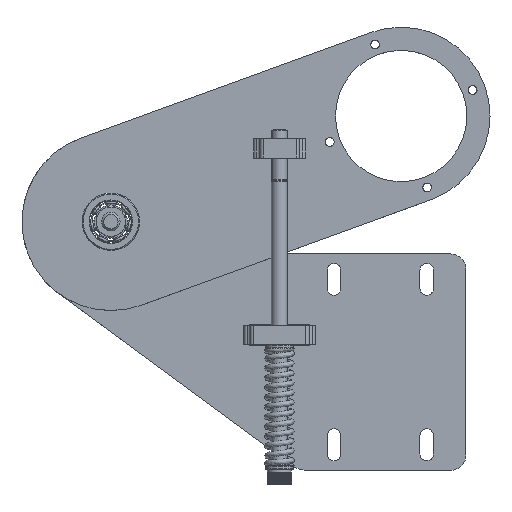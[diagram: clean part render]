
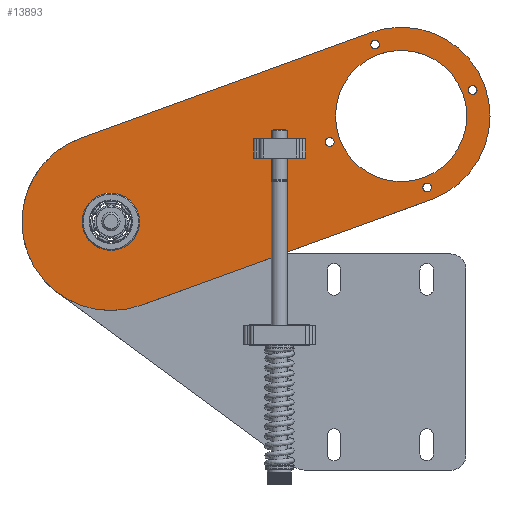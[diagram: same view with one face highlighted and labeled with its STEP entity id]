
A CAD part, top view. The second image highlights one B-rep face of the part: STEP entity #13893.
In plain terms, the highlighted planar face has unit normal (0, 0, 1).
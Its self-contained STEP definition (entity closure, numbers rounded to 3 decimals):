
#1135=FACE_BOUND('',#4365,.T.);
#1136=FACE_BOUND('',#4366,.T.);
#1137=FACE_BOUND('',#4367,.T.);
#1138=FACE_BOUND('',#4368,.T.);
#1139=FACE_BOUND('',#4369,.T.);
#1140=FACE_BOUND('',#4370,.T.);
#1141=FACE_BOUND('',#4371,.T.);
#1416=PLANE('',#15673);
#2094=LINE('',#34665,#2639);
#2096=LINE('',#34672,#2641);
#2097=LINE('',#34675,#2642);
#2098=LINE('',#34689,#2643);
#2099=LINE('',#34691,#2644);
#2100=LINE('',#34692,#2645);
#2639=VECTOR('',#19441,10.);
#2641=VECTOR('',#19447,10.);
#2642=VECTOR('',#19450,10.);
#2643=VECTOR('',#19463,10.);
#2644=VECTOR('',#19464,10.);
#2645=VECTOR('',#19465,10.);
#3525=FACE_OUTER_BOUND('',#4364,.T.);
#4364=EDGE_LOOP('',(#12532,#12533,#12534,#12535));
#4365=EDGE_LOOP('',(#12536));
#4366=EDGE_LOOP('',(#12537));
#4367=EDGE_LOOP('',(#12538));
#4368=EDGE_LOOP('',(#12539));
#4369=EDGE_LOOP('',(#12540));
#4370=EDGE_LOOP('',(#12541));
#4371=EDGE_LOOP('',(#12542,#12543,#12544,#12545));
#5071=CIRCLE('',#15674,57.5);
#5072=CIRCLE('',#15675,57.5);
#5073=CIRCLE('',#15676,2.85);
#5074=CIRCLE('',#15677,18.55);
#5075=CIRCLE('',#15678,42.5);
#5076=CIRCLE('',#15679,2.85);
#5077=CIRCLE('',#15680,2.85);
#5078=CIRCLE('',#15681,2.85);
#6417=VERTEX_POINT('',#34662);
#6418=VERTEX_POINT('',#34664);
#6419=VERTEX_POINT('',#34668);
#6420=VERTEX_POINT('',#34669);
#6421=VERTEX_POINT('',#34671);
#6422=VERTEX_POINT('',#34673);
#6423=VERTEX_POINT('',#34676);
#6424=VERTEX_POINT('',#34678);
#6425=VERTEX_POINT('',#34680);
#6426=VERTEX_POINT('',#34682);
#6427=VERTEX_POINT('',#34684);
#6428=VERTEX_POINT('',#34686);
#6429=VERTEX_POINT('',#34688);
#6430=VERTEX_POINT('',#34690);
#8482=EDGE_CURVE('',#6417,#6418,#2094,.T.);
#8484=EDGE_CURVE('',#6419,#6420,#5071,.T.);
#8485=EDGE_CURVE('',#6420,#6421,#2096,.T.);
#8486=EDGE_CURVE('',#6421,#6422,#5072,.T.);
#8487=EDGE_CURVE('',#6422,#6419,#2097,.T.);
#8488=EDGE_CURVE('',#6423,#6423,#5073,.F.);
#8489=EDGE_CURVE('',#6424,#6424,#5074,.T.);
#8490=EDGE_CURVE('',#6425,#6425,#5075,.T.);
#8491=EDGE_CURVE('',#6426,#6426,#5076,.F.);
#8492=EDGE_CURVE('',#6427,#6427,#5077,.F.);
#8493=EDGE_CURVE('',#6428,#6428,#5078,.F.);
#8494=EDGE_CURVE('',#6429,#6418,#2098,.T.);
#8495=EDGE_CURVE('',#6417,#6430,#2099,.T.);
#8496=EDGE_CURVE('',#6430,#6429,#2100,.T.);
#12532=ORIENTED_EDGE('',*,*,#8484,.T.);
#12533=ORIENTED_EDGE('',*,*,#8485,.T.);
#12534=ORIENTED_EDGE('',*,*,#8486,.T.);
#12535=ORIENTED_EDGE('',*,*,#8487,.T.);
#12536=ORIENTED_EDGE('',*,*,#8488,.T.);
#12537=ORIENTED_EDGE('',*,*,#8489,.T.);
#12538=ORIENTED_EDGE('',*,*,#8490,.T.);
#12539=ORIENTED_EDGE('',*,*,#8491,.T.);
#12540=ORIENTED_EDGE('',*,*,#8492,.T.);
#12541=ORIENTED_EDGE('',*,*,#8493,.T.);
#12542=ORIENTED_EDGE('',*,*,#8494,.T.);
#12543=ORIENTED_EDGE('',*,*,#8482,.F.);
#12544=ORIENTED_EDGE('',*,*,#8495,.T.);
#12545=ORIENTED_EDGE('',*,*,#8496,.T.);
#13893=ADVANCED_FACE('',(#3525,#1135,#1136,#1137,#1138,#1139,#1140,#1141),
#1416,.T.);
#15673=AXIS2_PLACEMENT_3D('',#34667,#19443,#19444);
#15674=AXIS2_PLACEMENT_3D('',#34670,#19445,#19446);
#15675=AXIS2_PLACEMENT_3D('',#34674,#19448,#19449);
#15676=AXIS2_PLACEMENT_3D('',#34677,#19451,#19452);
#15677=AXIS2_PLACEMENT_3D('',#34679,#19453,#19454);
#15678=AXIS2_PLACEMENT_3D('',#34681,#19455,#19456);
#15679=AXIS2_PLACEMENT_3D('',#34683,#19457,#19458);
#15680=AXIS2_PLACEMENT_3D('',#34685,#19459,#19460);
#15681=AXIS2_PLACEMENT_3D('',#34687,#19461,#19462);
#19441=DIRECTION('',(-1.,0.,0.));
#19443=DIRECTION('center_axis',(0.,0.,
1.));
#19444=DIRECTION('ref_axis',(0.94,0.342,0.));
#19445=DIRECTION('center_axis',(0.,0.,
1.));
#19446=DIRECTION('ref_axis',(0.94,0.342,0.));
#19447=DIRECTION('',(0.94,0.342,0.));
#19448=DIRECTION('center_axis',(0.,0.,
1.));
#19449=DIRECTION('ref_axis',(0.94,0.342,0.));
#19450=DIRECTION('',(-0.94,-0.342,0.));
#19451=DIRECTION('center_axis',(0.,0.,
1.));
#19452=DIRECTION('ref_axis',(0.94,0.342,0.));
#19453=DIRECTION('center_axis',(0.,0.,
-1.));
#19454=DIRECTION('ref_axis',(0.94,0.342,0.));
#19455=DIRECTION('center_axis',(0.,0.,
-1.));
#19456=DIRECTION('ref_axis',(0.94,0.342,0.));
#19457=DIRECTION('center_axis',(0.,0.,
1.));
#19458=DIRECTION('ref_axis',(0.94,0.342,0.));
#19459=DIRECTION('center_axis',(0.,0.,
1.));
#19460=DIRECTION('ref_axis',(0.94,0.342,0.));
#19461=DIRECTION('center_axis',(0.,0.,
1.));
#19462=DIRECTION('ref_axis',(0.94,0.342,0.));
#19463=DIRECTION('',(0.,1.,0.));
#19464=DIRECTION('',(0.,-1.,0.));
#19465=DIRECTION('',(-1.,0.,0.));
#34662=CARTESIAN_POINT('',(166.866,-480.948,105.095));
#34664=CARTESIAN_POINT('',(141.466,-480.948,105.095));
#34665=CARTESIAN_POINT('',(138.598,-480.948,105.095));
#34667=CARTESIAN_POINT('Origin',(138.905,-500.803,105.095));
#34668=CARTESIAN_POINT('',(25.269,-480.973,105.095));
#34669=CARTESIAN_POINT('',(64.602,-589.038,105.095));
#34670=CARTESIAN_POINT('Origin',(44.935,-535.005,105.095));
#34671=CARTESIAN_POINT('',(252.54,-520.634,105.095));
#34672=CARTESIAN_POINT('',(64.602,-589.038,105.095));
#34673=CARTESIAN_POINT('',(213.208,-412.569,105.095));
#34674=CARTESIAN_POINT('Origin',(232.874,-466.601,105.095));
#34675=CARTESIAN_POINT('',(25.269,-480.973,105.095));
#34676=CARTESIAN_POINT('',(183.952,-484.407,105.095));
#34677=CARTESIAN_POINT('Origin',(186.63,-483.433,105.095));
#34678=CARTESIAN_POINT('',(27.504,-541.35,105.095));
#34679=CARTESIAN_POINT('Origin',(44.935,-535.005,105.095));
#34680=CARTESIAN_POINT('',(192.937,-481.137,105.095));
#34681=CARTESIAN_POINT('Origin',(232.874,-466.601,105.095));
#34682=CARTESIAN_POINT('',(247.027,-513.82,105.095));
#34683=CARTESIAN_POINT('Origin',(249.705,-512.845,105.095));
#34684=CARTESIAN_POINT('',(213.364,-421.332,105.095));
#34685=CARTESIAN_POINT('Origin',(216.043,-420.357,105.095));
#34686=CARTESIAN_POINT('',(276.44,-450.745,105.095));
#34687=CARTESIAN_POINT('Origin',(279.118,-449.77,105.095));
#34688=CARTESIAN_POINT('',(141.466,-494.156,105.095));
#34689=CARTESIAN_POINT('',(141.466,-491.057,105.095));
#34690=CARTESIAN_POINT('',(166.866,-494.156,105.095));
#34691=CARTESIAN_POINT('',(166.866,-494.486,105.095));
#34692=CARTESIAN_POINT('',(154.473,-494.156,105.095));
